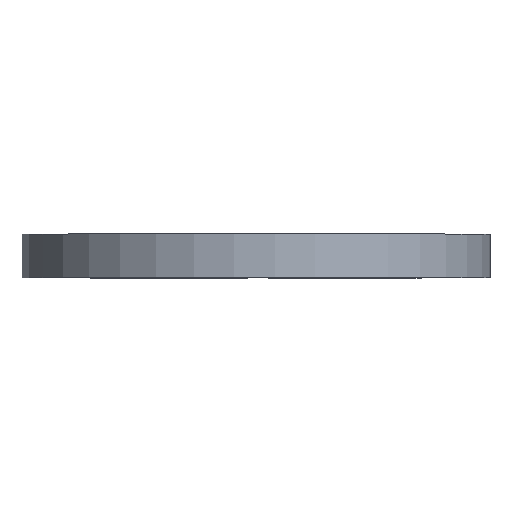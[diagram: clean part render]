
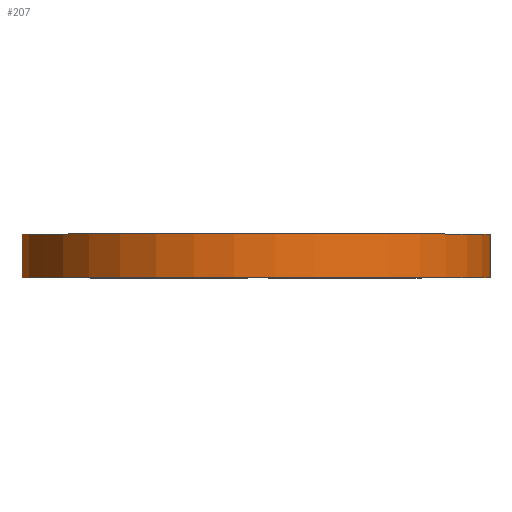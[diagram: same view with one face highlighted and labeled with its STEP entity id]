
A CAD part, top view. The second image highlights one B-rep face of the part: STEP entity #207.
In plain terms, the highlighted cylindrical face has radius 54 mm (diameter 108 mm), a partial arc.
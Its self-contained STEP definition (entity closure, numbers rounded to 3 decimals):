
#75 = VECTOR ( 'NONE', #400, 1000. ) ;
#82 = VECTOR ( 'NONE', #394, 1000. ) ;
#83 = CIRCLE ( 'NONE', #270, 54. ) ;
#87 = LINE ( 'NONE', #395, #82 ) ;
#89 = LINE ( 'NONE', #384, #75 ) ;
#92 = CIRCLE ( 'NONE', #274, 54. ) ;
#110 = ORIENTED_EDGE ( 'NONE', *, *, #545, .F. ) ;
#134 = CYLINDRICAL_SURFACE ( 'NONE', #367, 54. ) ;
#136 = FACE_OUTER_BOUND ( 'NONE', #305, .T. ) ;
#164 = VERTEX_POINT ( 'NONE', #362 ) ;
#166 = VERTEX_POINT ( 'NONE', #566 ) ;
#207 = ADVANCED_FACE ( 'NONE', ( #136 ), #134, .T. ) ;
#243 = VERTEX_POINT ( 'NONE', #499 ) ;
#270 = AXIS2_PLACEMENT_3D ( 'NONE', #383, #381, #380 ) ;
#274 = AXIS2_PLACEMENT_3D ( 'NONE', #403, #402, #401 ) ;
#293 = ORIENTED_EDGE ( 'NONE', *, *, #538, .F. ) ;
#305 = EDGE_LOOP ( 'NONE', ( #399, #110, #293, #496 ) ) ;
#362 = CARTESIAN_POINT ( 'NONE',  ( 31.905, 10., -43.567 ) ) ;
#367 = AXIS2_PLACEMENT_3D ( 'NONE', #551, #544, #547 ) ;
#380 = DIRECTION ( 'NONE',  ( 0., 0., 1. ) ) ;
#381 = DIRECTION ( 'NONE',  ( 0., 1., 0. ) ) ;
#383 = CARTESIAN_POINT ( 'NONE',  ( 0., 10., 0. ) ) ;
#384 = CARTESIAN_POINT ( 'NONE',  ( 31.905, 10., -43.567 ) ) ;
#394 = DIRECTION ( 'NONE',  ( 0., -1., 0. ) ) ;
#395 = CARTESIAN_POINT ( 'NONE',  ( -31.272, 10., -44.024 ) ) ;
#399 = ORIENTED_EDGE ( 'NONE', *, *, #527, .T. ) ;
#400 = DIRECTION ( 'NONE',  ( 0., -1., 0. ) ) ;
#401 = DIRECTION ( 'NONE',  ( 0., 0., 1. ) ) ;
#402 = DIRECTION ( 'NONE',  ( 0., 1., 0. ) ) ;
#403 = CARTESIAN_POINT ( 'NONE',  ( 0., 0., 0. ) ) ;
#447 = VERTEX_POINT ( 'NONE', #460 ) ;
#460 = CARTESIAN_POINT ( 'NONE',  ( 31.905, 0., -43.567 ) ) ;
#496 = ORIENTED_EDGE ( 'NONE', *, *, #537, .T. ) ;
#499 = CARTESIAN_POINT ( 'NONE',  ( -31.272, 10., -44.024 ) ) ;
#527 = EDGE_CURVE ( 'NONE', #166, #447, #92, .T. ) ;
#537 = EDGE_CURVE ( 'NONE', #243, #166, #87, .T. ) ;
#538 = EDGE_CURVE ( 'NONE', #243, #164, #83, .T. ) ;
#544 = DIRECTION ( 'NONE',  ( 0., -1., 0. ) ) ;
#545 = EDGE_CURVE ( 'NONE', #164, #447, #89, .T. ) ;
#547 = DIRECTION ( 'NONE',  ( 0., 0., -1. ) ) ;
#551 = CARTESIAN_POINT ( 'NONE',  ( 0., 10., 0. ) ) ;
#566 = CARTESIAN_POINT ( 'NONE',  ( -31.272, 0., -44.024 ) ) ;
